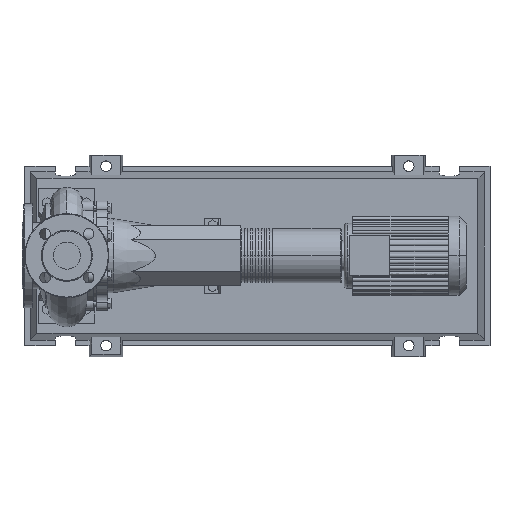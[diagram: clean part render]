
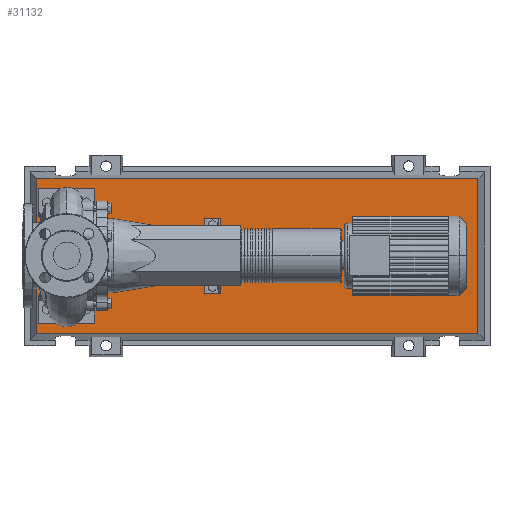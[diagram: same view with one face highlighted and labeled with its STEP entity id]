
A CAD part, top view. The second image highlights one B-rep face of the part: STEP entity #31132.
In plain terms, the highlighted planar face has unit normal (0, 0, 1).
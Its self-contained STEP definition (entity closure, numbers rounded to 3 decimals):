
#30813=CARTESIAN_POINT('',(733.292,-138.292,83.0));
#30814=VERTEX_POINT('',#30813);
#30821=CARTESIAN_POINT('',(-53.292,-138.292,83.0));
#30822=VERTEX_POINT('',#30821);
#30823=CARTESIAN_POINT('',(733.292,-138.292,83.0));
#30824=DIRECTION('',(-1.0,0.0,0.0));
#30825=VECTOR('',#30824,786.584);
#30826=LINE('',#30823,#30825);
#30827=EDGE_CURVE('',#30814,#30822,#30826,.T.);
#31045=CARTESIAN_POINT('',(733.292,138.292,83.0));
#31046=VERTEX_POINT('',#31045);
#31047=CARTESIAN_POINT('',(733.292,138.292,83.0));
#31048=DIRECTION('',(0.0,-1.0,0.0));
#31049=VECTOR('',#31048,276.584);
#31050=LINE('',#31047,#31049);
#31051=EDGE_CURVE('',#31046,#30814,#31050,.T.);
#31069=CARTESIAN_POINT('',(-53.292,138.292,83.0));
#31070=VERTEX_POINT('',#31069);
#31071=CARTESIAN_POINT('',(-53.292,-138.292,83.0));
#31072=DIRECTION('',(0.0,1.0,0.0));
#31073=VECTOR('',#31072,276.584);
#31074=LINE('',#31071,#31073);
#31075=EDGE_CURVE('',#30822,#31070,#31074,.T.);
#31108=CARTESIAN_POINT('',(-53.292,138.292,83.0));
#31109=DIRECTION('',(1.0,0.0,0.0));
#31110=VECTOR('',#31109,786.584);
#31111=LINE('',#31108,#31110);
#31112=EDGE_CURVE('',#31070,#31046,#31111,.T.);
#31121=CARTESIAN_POINT('',(340.,0.,83.0));
#31122=DIRECTION('',(0.0,0.0,1.0));
#31123=DIRECTION('',(1.0,0.0,0.0));
#31124=AXIS2_PLACEMENT_3D('',#31121,#31122,#31123);
#31125=PLANE('',#31124);
#31126=ORIENTED_EDGE('',*,*,#31051,.F.);
#31127=ORIENTED_EDGE('',*,*,#31112,.F.);
#31128=ORIENTED_EDGE('',*,*,#31075,.F.);
#31129=ORIENTED_EDGE('',*,*,#30827,.F.);
#31130=EDGE_LOOP('',(#31126,#31127,#31128,#31129));
#31131=FACE_OUTER_BOUND('',#31130,.T.);
#31132=ADVANCED_FACE('',(#31131),#31125,.T.);
